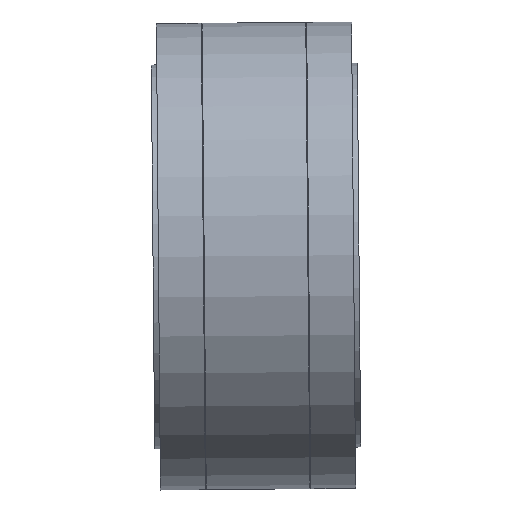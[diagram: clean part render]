
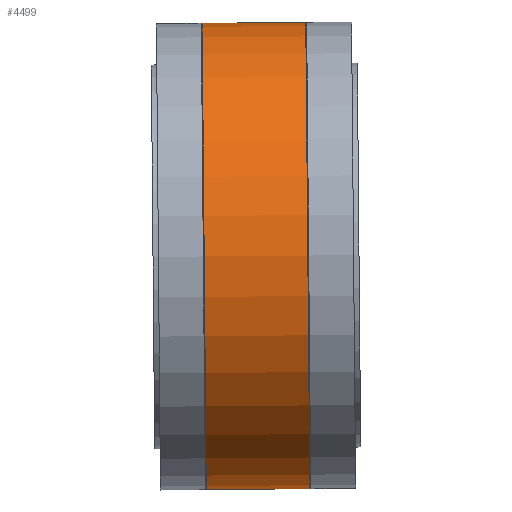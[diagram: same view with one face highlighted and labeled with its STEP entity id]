
A CAD part, front view. The second image highlights one B-rep face of the part: STEP entity #4499.
In plain terms, the highlighted cylindrical face has radius 67.5 mm (diameter 135 mm), a partial arc.
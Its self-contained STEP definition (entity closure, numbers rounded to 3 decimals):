
#1135 = VERTEX_POINT ( 'NONE', #42961 ) ;
#1671 = DIRECTION ( 'NONE',  ( 0., 0., 1. ) ) ;
#2279 = ORIENTED_EDGE ( 'NONE', *, *, #4933, .F. ) ;
#2351 = CARTESIAN_POINT ( 'NONE',  ( -884.47, 0., -67.5 ) ) ;
#4499 = ADVANCED_FACE ( 'NONE', ( #34707 ), #8704, .T. ) ;
#4933 = EDGE_CURVE ( 'NONE', #11796, #46775, #15450, .T. ) ;
#6058 = DIRECTION ( 'NONE',  ( -1., 0., 0. ) ) ;
#6523 = CARTESIAN_POINT ( 'NONE',  ( 15.015, 0., -67.5 ) ) ;
#8704 = CYLINDRICAL_SURFACE ( 'NONE', #53534, 67.5 ) ;
#9126 = CARTESIAN_POINT ( 'NONE',  ( -14.985, 0., 67.5 ) ) ;
#11452 = CARTESIAN_POINT ( 'NONE',  ( -884.47, 0., 67.5 ) ) ;
#11796 = VERTEX_POINT ( 'NONE', #36506 ) ;
#14308 = LINE ( 'NONE', #11452, #43738 ) ;
#15450 = CIRCLE ( 'NONE', #32624, 67.5 ) ;
#24128 = EDGE_CURVE ( 'NONE', #1135, #46775, #14308, .T. ) ;
#24246 = EDGE_CURVE ( 'NONE', #42610, #1135, #40999, .T. ) ;
#28175 = ORIENTED_EDGE ( 'NONE', *, *, #24128, .T. ) ;
#32624 = AXIS2_PLACEMENT_3D ( 'NONE', #34746, #38775, #51801 ) ;
#33287 = DIRECTION ( 'NONE',  ( -1., 0., 0. ) ) ;
#34163 = EDGE_CURVE ( 'NONE', #42610, #11796, #40745, .T. ) ;
#34707 = FACE_OUTER_BOUND ( 'NONE', #43978, .T. ) ;
#34746 = CARTESIAN_POINT ( 'NONE',  ( -14.985, 0., 0. ) ) ;
#34814 = DIRECTION ( 'NONE',  ( -1., 0., 0. ) ) ;
#36506 = CARTESIAN_POINT ( 'NONE',  ( -14.985, 0., -67.5 ) ) ;
#36631 = VECTOR ( 'NONE', #33287, 1000. ) ;
#37161 = AXIS2_PLACEMENT_3D ( 'NONE', #50197, #6058, #1671 ) ;
#38775 = DIRECTION ( 'NONE',  ( -1., 0., 0. ) ) ;
#40745 = LINE ( 'NONE', #2351, #36631 ) ;
#40999 = CIRCLE ( 'NONE', #37161, 67.5 ) ;
#42610 = VERTEX_POINT ( 'NONE', #6523 ) ;
#42961 = CARTESIAN_POINT ( 'NONE',  ( 15.015, 0., 67.5 ) ) ;
#43738 = VECTOR ( 'NONE', #54767, 1000. ) ;
#43961 = CARTESIAN_POINT ( 'NONE',  ( -884.47, 0., 0. ) ) ;
#43978 = EDGE_LOOP ( 'NONE', ( #55729, #45251, #28175, #2279 ) ) ;
#45251 = ORIENTED_EDGE ( 'NONE', *, *, #24246, .T. ) ;
#46775 = VERTEX_POINT ( 'NONE', #9126 ) ;
#50197 = CARTESIAN_POINT ( 'NONE',  ( 15.015, 0., 0. ) ) ;
#51801 = DIRECTION ( 'NONE',  ( 0., 0., 1. ) ) ;
#52434 = DIRECTION ( 'NONE',  ( 0., 0., 1. ) ) ;
#53534 = AXIS2_PLACEMENT_3D ( 'NONE', #43961, #34814, #52434 ) ;
#54767 = DIRECTION ( 'NONE',  ( -1., 0., 0. ) ) ;
#55729 = ORIENTED_EDGE ( 'NONE', *, *, #34163, .F. ) ;
